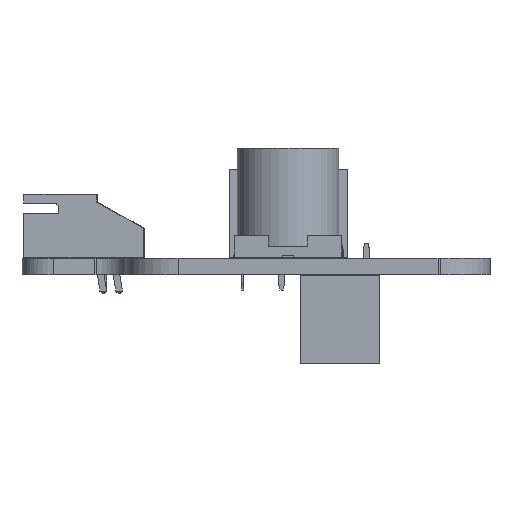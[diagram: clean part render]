
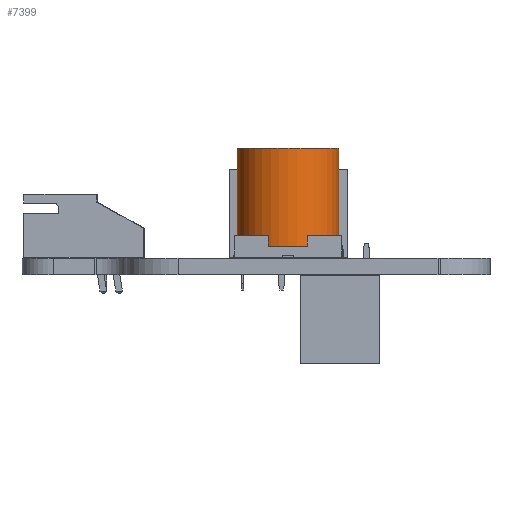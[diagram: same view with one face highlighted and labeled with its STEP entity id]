
A CAD part, left-side view. The second image highlights one B-rep face of the part: STEP entity #7399.
In plain terms, the highlighted cylindrical face has radius 4.896 mm (diameter 9.792 mm), a full revolution.
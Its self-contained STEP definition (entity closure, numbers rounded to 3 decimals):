
#7399 = ADVANCED_FACE('',(#7400),#7426,.T.);
#7400 = FACE_BOUND('',#7401,.T.);
#7401 = EDGE_LOOP('',(#7402,#7411,#7418,#7425));
#7402 = ORIENTED_EDGE('',*,*,#7403,.F.);
#7403 = EDGE_CURVE('',#7404,#7404,#7406,.T.);
#7404 = VERTEX_POINT('',#7405);
#7405 = CARTESIAN_POINT('',(-4.896,0.,10.544));
#7406 = CIRCLE('',#7407,4.896);
#7407 = AXIS2_PLACEMENT_3D('',#7408,#7409,#7410);
#7408 = CARTESIAN_POINT('',(0.,0.,10.544));
#7409 = DIRECTION('',(0.,0.,1.));
#7410 = DIRECTION('',(1.,0.,-0.));
#7411 = ORIENTED_EDGE('',*,*,#7412,.F.);
#7412 = EDGE_CURVE('',#7413,#7404,#7415,.T.);
#7413 = VERTEX_POINT('',#7414);
#7414 = CARTESIAN_POINT('',(-4.896,0.,1.102));
#7415 = B_SPLINE_CURVE_WITH_KNOTS('',1,(#7416,#7417),.UNSPECIFIED.,.F.,
  .F.,(2,2),(0.,9.442),.PIECEWISE_BEZIER_KNOTS.);
#7416 = CARTESIAN_POINT('',(-4.896,0.,1.102));
#7417 = CARTESIAN_POINT('',(-4.896,0.,10.544));
#7418 = ORIENTED_EDGE('',*,*,#7419,.F.);
#7419 = EDGE_CURVE('',#7413,#7413,#7420,.T.);
#7420 = CIRCLE('',#7421,4.896);
#7421 = AXIS2_PLACEMENT_3D('',#7422,#7423,#7424);
#7422 = CARTESIAN_POINT('',(0.,0.,1.102));
#7423 = DIRECTION('',(0.,0.,-1.));
#7424 = DIRECTION('',(1.,0.,0.));
#7425 = ORIENTED_EDGE('',*,*,#7412,.T.);
#7426 = CYLINDRICAL_SURFACE('',#7427,4.896);
#7427 = AXIS2_PLACEMENT_3D('',#7428,#7429,#7430);
#7428 = CARTESIAN_POINT('',(0.,0.,1.102));
#7429 = DIRECTION('',(0.,0.,1.));
#7430 = DIRECTION('',(1.,0.,-0.));
